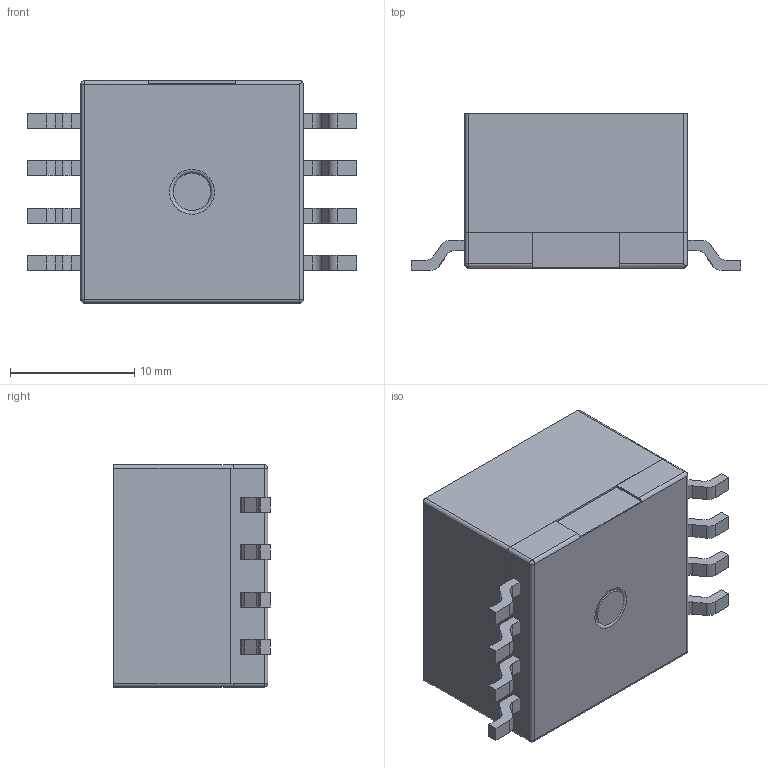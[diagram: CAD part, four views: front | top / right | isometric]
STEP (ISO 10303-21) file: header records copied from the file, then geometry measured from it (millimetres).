
FILE_DESCRIPTION(/* description */ (''),/* implementation_level */ '2;1');
FILE_NAME(/* name */ '1285_Step.stp',/* time_stamp */ '2026-02-19T11:03:36+01:00',/* author */ ('mt'),/* organization */ (''),/* preprocessor_version */ 'ST-DEVELOPER v20.1',/* originating_system */ 'Autodesk Inventor 2026',/* authorisation */ '');
FILE_SCHEMA (('AUTOMOTIVE_DESIGN { 1 0 10303 214 3 1 1 }'));
Length unit declared in the file: millimetre
Products named in the file (4): 05820086-1; 55230844-2; T17 -støbemasse Toral Højde=12,6; T60006-L2009-W914
Assembly tree (3 placements, depth 2):
  05820086-1
    55230844-2
    T17 -støbemasse Toral Højde=12,6
    T60006-L2009-W914
Bounding box: 26.5 x 12.6 x 17.92 mm (x, y, z)
Volume: 5201.9 mm3; surface area: 3292.2 mm2
Topology: 21 solids, 21 shells, 320 faces, 806 edges, 529 vertices
Faces by surface type: plane 221, cylinder 51, bspline 40, torus 5, sphere 3
Full cylindrical faces by diameter (mm): 2.5 x1, 3 x1, 13.8 x1
Entity records: 9907 total; most frequent: CARTESIAN_POINT 2182, ORIENTED_EDGE 1612, DIRECTION 1419, EDGE_CURVE 806, LINE 607, VECTOR 607, VERTEX_POINT 529, AXIS2_PLACEMENT_3D 406
